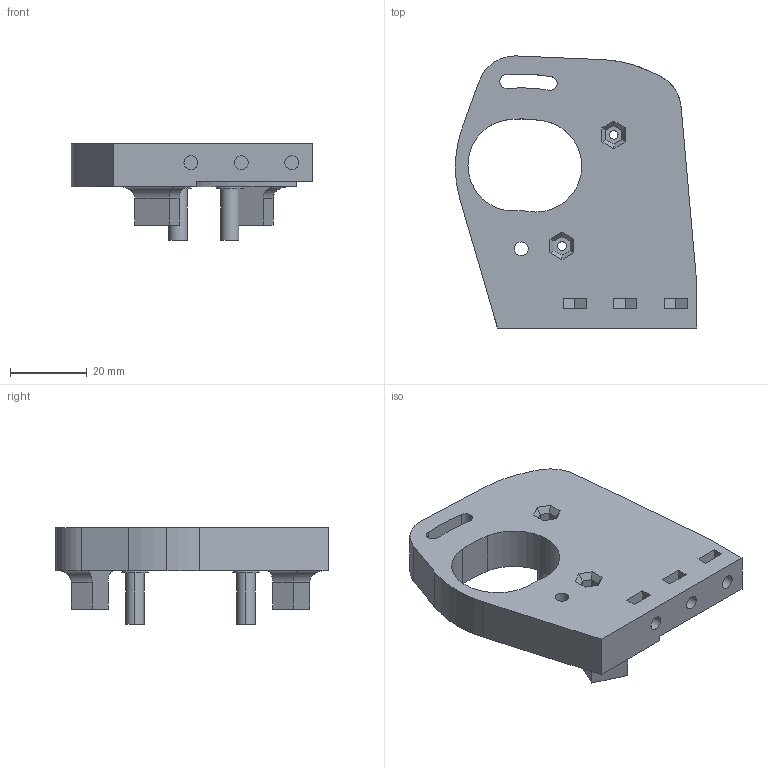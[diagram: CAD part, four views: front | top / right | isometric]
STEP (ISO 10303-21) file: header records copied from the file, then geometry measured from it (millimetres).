
FILE_DESCRIPTION (( 'STEP AP214' ), '1' );
FILE_NAME ('16_DEC_motor_mount_v11_NEMA.STEP', '2021-12-13T17:40:09', ( '' ), ( '' ), 'SwSTEP 2.0', 'SolidWorks 2020', '' );
FILE_SCHEMA (( 'AUTOMOTIVE_DESIGN' ));
Length unit declared in the file: millimetre
Products named in the file (1): 16_DEC_motor_mount_v11_NEMA
Bounding box: 63 x 71.05 x 25.3 mm (x, y, z)
Volume: 35083.6 mm3; surface area: 13550 mm2
Topology: 1 solids, 1 shells, 144 faces, 360 edges, 234 vertices
Faces by surface type: plane 82, cylinder 60, bspline 2
Entity records: 4559 total; most frequent: CARTESIAN_POINT 967, DIRECTION 749, ORIENTED_EDGE 720, EDGE_CURVE 360, AXIS2_PLACEMENT_3D 260, VERTEX_POINT 234, LINE 229, VECTOR 229
